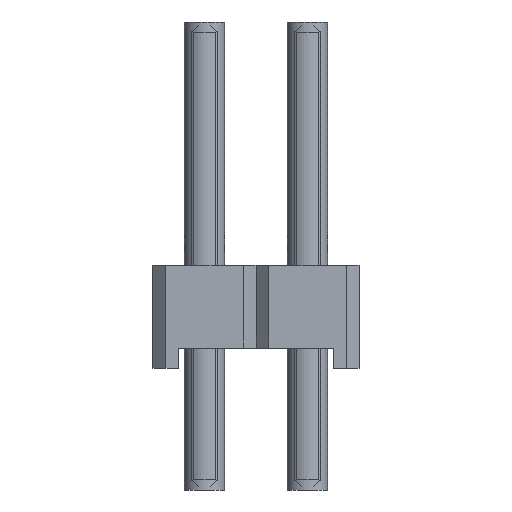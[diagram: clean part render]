
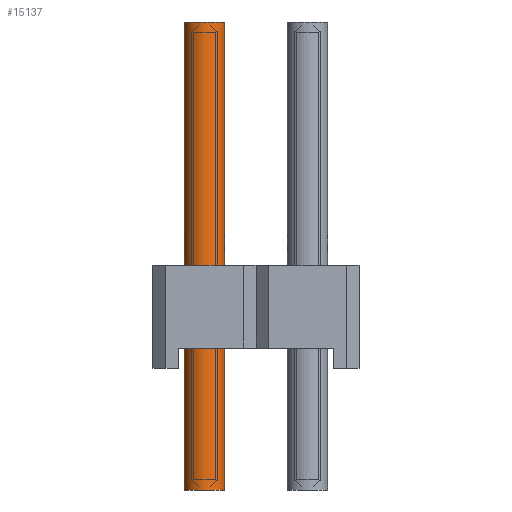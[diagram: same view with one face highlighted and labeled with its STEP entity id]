
A CAD part, left-side view. The second image highlights one B-rep face of the part: STEP entity #15137.
In plain terms, the highlighted cylindrical face has radius 0.5 mm (diameter 1 mm), a full revolution.
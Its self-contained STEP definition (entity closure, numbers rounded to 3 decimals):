
#287=CIRCLE('',#15948,0.5);
#288=CIRCLE('',#15949,0.5);
#828=CYLINDRICAL_SURFACE('',#15947,0.5);
#1205=ORIENTED_EDGE('',*,*,#5683,.F.);
#1206=ORIENTED_EDGE('',*,*,#5684,.T.);
#5683=EDGE_CURVE('',#7931,#7931,#287,.T.);
#5684=EDGE_CURVE('',#7932,#7932,#288,.T.);
#7931=VERTEX_POINT('',#21850);
#7932=VERTEX_POINT('',#21852);
#12863=EDGE_LOOP('',(#1205));
#12864=EDGE_LOOP('',(#1206));
#13755=FACE_BOUND('',#12863,.T.);
#13756=FACE_BOUND('',#12864,.T.);
#15137=ADVANCED_FACE('',(#13755,#13756),#828,.F.);
#15947=AXIS2_PLACEMENT_3D('',#21848,#17387,#17388);
#15948=AXIS2_PLACEMENT_3D('',#21849,#17389,#17390);
#15949=AXIS2_PLACEMENT_3D('',#21851,#17391,#17392);
#17387=DIRECTION('',(0.,0.,1.));
#17388=DIRECTION('',(1.,0.,0.));
#17389=DIRECTION('',(0.,0.,-1.));
#17390=DIRECTION('',(1.,0.,0.));
#17391=DIRECTION('',(0.,0.,-1.));
#17392=DIRECTION('',(1.,0.,0.));
#21848=CARTESIAN_POINT('',(0.,0.,0.));
#21849=CARTESIAN_POINT('',(0.,0.,11.54));
#21850=CARTESIAN_POINT('',(0.5,0.,11.54));
#21851=CARTESIAN_POINT('',(0.,0.,0.));
#21852=CARTESIAN_POINT('',(0.5,0.,0.));
